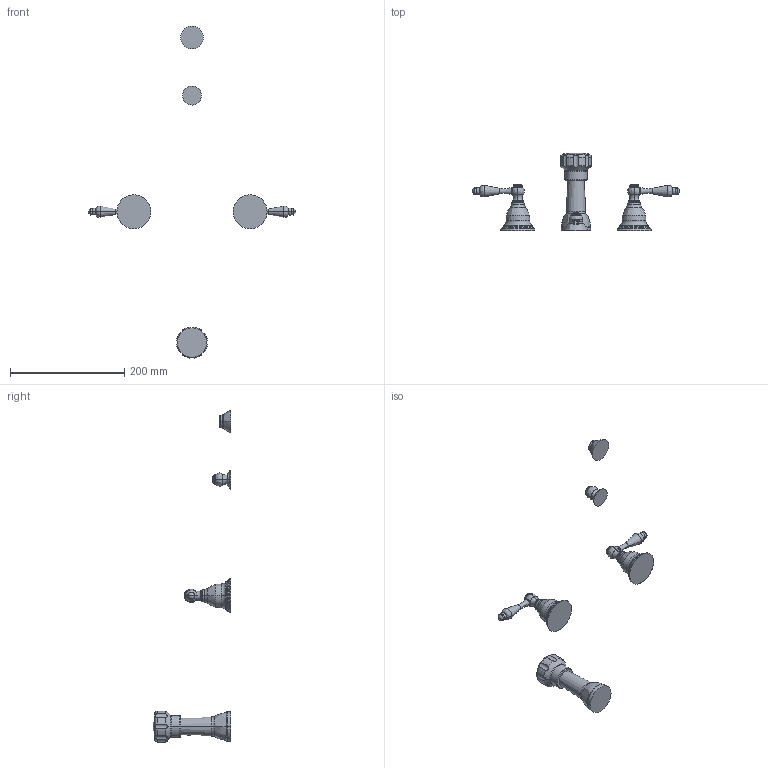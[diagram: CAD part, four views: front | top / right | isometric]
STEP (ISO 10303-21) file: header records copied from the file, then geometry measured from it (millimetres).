
FILE_DESCRIPTION((''),'2;1');
FILE_NAME('859','2021-01-25T12:01:52',('jinson.thomas'),(''),'CREO PARAMETRIC BY PTC INC, 2018400','CREO PARAMETRIC BY PTC INC, 2018400','');
FILE_SCHEMA(('CONFIG_CONTROL_DESIGN'));
Length unit declared in the file: inch
Products named in the file (1): 859
Bounding box: 362.56 x 135.97 x 580.53 mm (x, y, z)
Volume: 367162.2 mm3; surface area: 61622.5 mm2
Topology: 5 solids, 5 shells, 276 faces, 606 edges, 355 vertices
Faces by surface type: torus 88, cylinder 66, plane 56, cone 32, bspline 28, sphere 6
Entity records: 8592 total; most frequent: CARTESIAN_POINT 2365, DIRECTION 1478, ORIENTED_EDGE 1200, AXIS2_PLACEMENT_3D 658, EDGE_CURVE 600, CIRCLE 410, VERTEX_POINT 355, EDGE_LOOP 297
